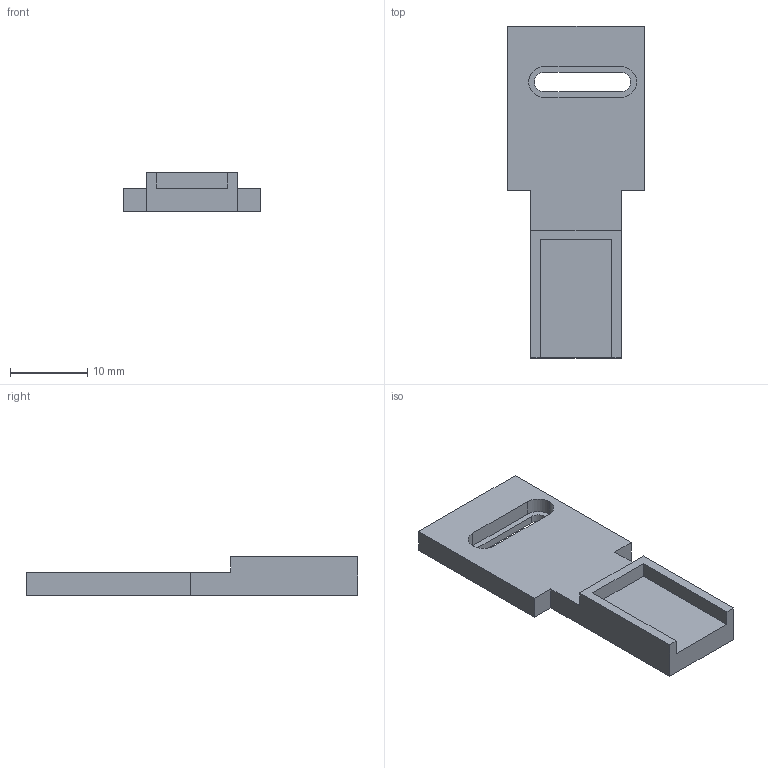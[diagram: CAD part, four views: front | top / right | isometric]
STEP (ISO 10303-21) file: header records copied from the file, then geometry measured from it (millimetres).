
FILE_DESCRIPTION (( 'STEP AP203' ), '1' );
FILE_NAME ('Blobifier Tray.STEP', '2024-05-21T21:01:51', ( '' ), ( '' ), 'SwSTEP 2.0', 'SolidWorks 2024', '' );
FILE_SCHEMA (( 'CONFIG_CONTROL_DESIGN' ));
Length unit declared in the file: millimetre
Products named in the file (1): Blobifier Tray
Bounding box: 17.7 x 43 x 5 mm (x, y, z)
Volume: 1858.3 mm3; surface area: 1832.6 mm2
Topology: 1 solids, 1 shells, 27 faces, 72 edges, 48 vertices
Faces by surface type: plane 21, cylinder 6
Entity records: 919 total; most frequent: CARTESIAN_POINT 148, ORIENTED_EDGE 144, DIRECTION 140, EDGE_CURVE 72, LINE 60, VECTOR 60, VERTEX_POINT 48, AXIS2_PLACEMENT_3D 40
